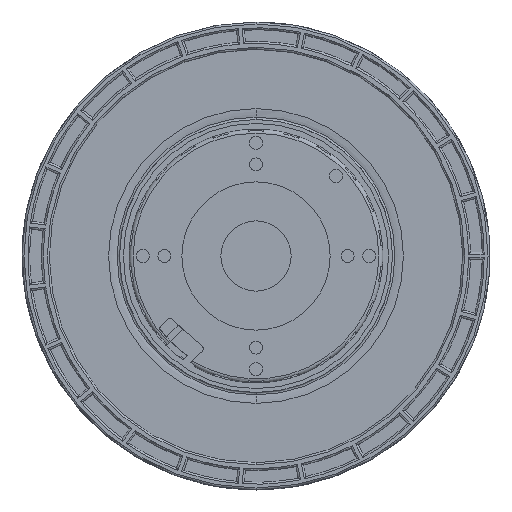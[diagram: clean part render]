
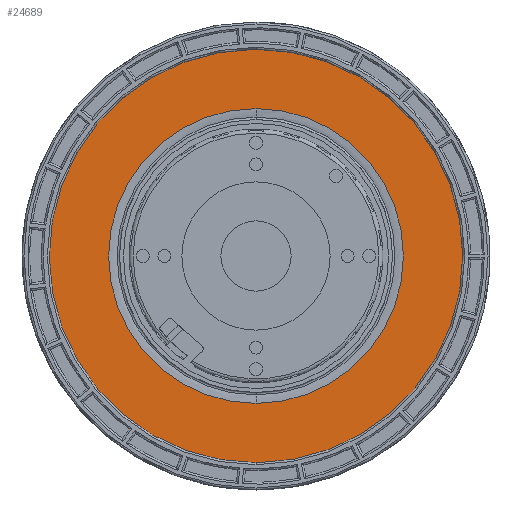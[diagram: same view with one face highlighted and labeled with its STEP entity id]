
A CAD part, front view. The second image highlights one B-rep face of the part: STEP entity #24689.
In plain terms, the highlighted face is planar.
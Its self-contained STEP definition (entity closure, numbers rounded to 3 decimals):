
#18492=CARTESIAN_POINT('',(0.,0.,1.5));
#18493=DIRECTION('',(0.,0.,1.));
#18494=DIRECTION('',(0.,1.,0.));
#18495=AXIS2_PLACEMENT_3D('',#18492,#18493,#18494);
#18502=CARTESIAN_POINT('',(0.,0.,1.5));
#18503=DIRECTION('',(0.,0.,1.));
#18504=DIRECTION('',(0.,-1.,0.));
#18505=AXIS2_PLACEMENT_3D('',#18502,#18503,#18504);
#18507=CARTESIAN_POINT('',(0.,0.,1.5));
#18508=DIRECTION('',(0.,0.,-1.));
#18509=DIRECTION('',(0.,-1.,0.));
#18510=AXIS2_PLACEMENT_3D('',#18507,#18508,#18509);
#18512=CARTESIAN_POINT('',(0.,0.,1.5));
#18513=DIRECTION('',(0.,0.,-1.));
#18514=DIRECTION('',(0.,1.,0.));
#18515=AXIS2_PLACEMENT_3D('',#18512,#18513,#18514);
#18517=CARTESIAN_POINT('',(0.,0.,1.5));
#18518=DIRECTION('',(0.,0.,1.));
#18519=DIRECTION('',(0.,1.,0.));
#18520=AXIS2_PLACEMENT_3D('',#18517,#18518,#18519);
#18522=CARTESIAN_POINT('',(0.,0.,1.5));
#18523=DIRECTION('',(0.,0.,1.));
#18524=DIRECTION('',(0.,-1.,0.));
#18525=AXIS2_PLACEMENT_3D('',#18522,#18523,#18524);
#20748=CARTESIAN_POINT('',(0.,53.,1.5));
#20749=VERTEX_POINT('',#20748);
#20750=CARTESIAN_POINT('',(0.,-53.,1.5));
#20751=CARTESIAN_POINT('',(-0.4,52.998,1.5));
#20752=VERTEX_POINT('',#20750);
#20753=VERTEX_POINT('',#20751);
#20754=CARTESIAN_POINT('',(0.4,-52.998,1.5));
#20755=VERTEX_POINT('',#20754);
#20756=CARTESIAN_POINT('',(0.,37.8,1.5));
#20757=CARTESIAN_POINT('',(0.,-37.8,1.5));
#20758=VERTEX_POINT('',#20756);
#20759=VERTEX_POINT('',#20757);
#24672=CARTESIAN_POINT('',(0.,0.,1.5));
#24673=DIRECTION('',(0.,0.,1.));
#24674=DIRECTION('',(0.,1.,0.));
#24675=AXIS2_PLACEMENT_3D('',#24672,#24673,#24674);
#24676=PLANE('',#24675);
#24677=ORIENTED_EDGE('',*,*,#24650,.T.);
#24678=ORIENTED_EDGE('',*,*,#24648,.F.);
#24679=ORIENTED_EDGE('',*,*,#24666,.T.);
#24680=ORIENTED_EDGE('',*,*,#24664,.F.);
#24681=EDGE_LOOP('',(#24677,#24678,#24679,#24680));
#24682=FACE_OUTER_BOUND('',#24681,.F.);
#24684=ORIENTED_EDGE('',*,*,#24683,.T.);
#24686=ORIENTED_EDGE('',*,*,#24685,.T.);
#24687=EDGE_LOOP('',(#24684,#24686));
#24688=FACE_BOUND('',#24687,.F.);
#18496=CIRCLE('',#18495,53.);
#18506=CIRCLE('',#18505,53.);
#18511=CIRCLE('',#18510,53.);
#18516=CIRCLE('',#18515,53.);
#18521=CIRCLE('',#18520,37.8);
#18526=CIRCLE('',#18525,37.8);
#24648=EDGE_CURVE('',#20749,#20753,#18496,.T.);
#24650=EDGE_CURVE('',#20752,#20753,#18511,.T.);
#24664=EDGE_CURVE('',#20752,#20755,#18506,.T.);
#24666=EDGE_CURVE('',#20749,#20755,#18516,.T.);
#24683=EDGE_CURVE('',#20758,#20759,#18521,.T.);
#24685=EDGE_CURVE('',#20759,#20758,#18526,.T.);
#24689=ADVANCED_FACE('',(#24682,#24688),#24676,.T.);
